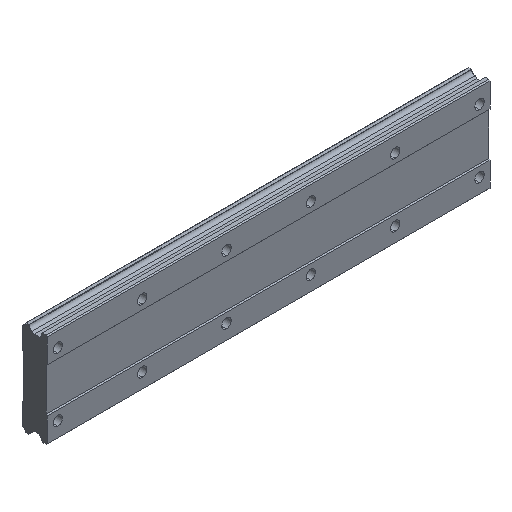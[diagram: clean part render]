
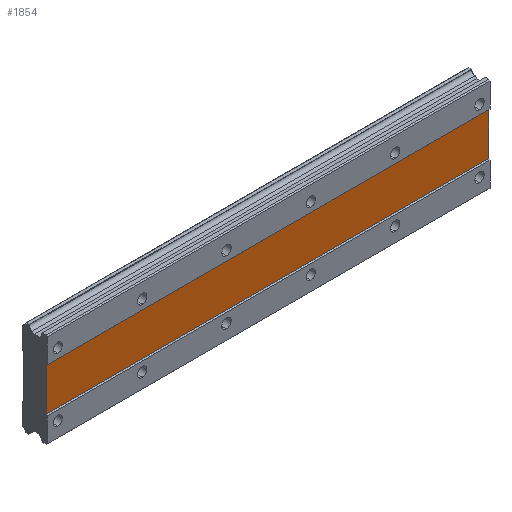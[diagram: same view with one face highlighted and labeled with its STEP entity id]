
A CAD part, isometric view. The second image highlights one B-rep face of the part: STEP entity #1854.
In plain terms, the highlighted planar face has unit normal (0, -1, 0).
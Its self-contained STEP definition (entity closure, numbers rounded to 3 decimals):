
#110 = DIRECTION ( 'NONE',  ( 0., 0., 1. ) ) ;
#218 = DIRECTION ( 'NONE',  ( 0., 1., 0. ) ) ;
#305 = DIRECTION ( 'NONE',  ( 0., 0., -1. ) ) ;
#375 = DIRECTION ( 'NONE',  ( 1., 0., 0. ) ) ;
#499 = EDGE_CURVE ( 'NONE', #1305, #2020, #984, .T. ) ;
#627 = LINE ( 'NONE', #656, #2148 ) ;
#656 = CARTESIAN_POINT ( 'NONE',  ( 410., 1., 20. ) ) ;
#692 = CARTESIAN_POINT ( 'NONE',  ( -10., 1., 20. ) ) ;
#814 = ORIENTED_EDGE ( 'NONE', *, *, #1548, .F. ) ;
#844 = AXIS2_PLACEMENT_3D ( 'NONE', #1590, #218, #2547 ) ;
#880 = PLANE ( 'NONE',  #844 ) ;
#984 = LINE ( 'NONE', #2596, #1844 ) ;
#1305 = VERTEX_POINT ( 'NONE', #2239 ) ;
#1456 = LINE ( 'NONE', #2379, #2872 ) ;
#1479 = ORIENTED_EDGE ( 'NONE', *, *, #2842, .F. ) ;
#1531 = ORIENTED_EDGE ( 'NONE', *, *, #2423, .F. ) ;
#1548 = EDGE_CURVE ( 'NONE', #2020, #2096, #1456, .T. ) ;
#1590 = CARTESIAN_POINT ( 'NONE',  ( 410., 1., 20. ) ) ;
#1602 = FACE_OUTER_BOUND ( 'NONE', #1728, .T. ) ;
#1666 = CARTESIAN_POINT ( 'NONE',  ( 410., 1., -20. ) ) ;
#1728 = EDGE_LOOP ( 'NONE', ( #814, #2896, #1531, #1479 ) ) ;
#1842 = VERTEX_POINT ( 'NONE', #692 ) ;
#1844 = VECTOR ( 'NONE', #305, 1000. ) ;
#1854 = ADVANCED_FACE ( 'NONE', ( #1602 ), #880, .F. ) ;
#2020 = VERTEX_POINT ( 'NONE', #1666 ) ;
#2096 = VERTEX_POINT ( 'NONE', #2446 ) ;
#2148 = VECTOR ( 'NONE', #375, 1000. ) ;
#2239 = CARTESIAN_POINT ( 'NONE',  ( 410., 1., 20. ) ) ;
#2256 = CARTESIAN_POINT ( 'NONE',  ( -10., 1., 20. ) ) ;
#2268 = LINE ( 'NONE', #2256, #2884 ) ;
#2379 = CARTESIAN_POINT ( 'NONE',  ( 410., 1., -20. ) ) ;
#2423 = EDGE_CURVE ( 'NONE', #1842, #1305, #627, .T. ) ;
#2446 = CARTESIAN_POINT ( 'NONE',  ( -10., 1., -20. ) ) ;
#2547 = DIRECTION ( 'NONE',  ( 0., 0., 1. ) ) ;
#2596 = CARTESIAN_POINT ( 'NONE',  ( 410., 1., 20. ) ) ;
#2647 = DIRECTION ( 'NONE',  ( -1., 0., 0. ) ) ;
#2842 = EDGE_CURVE ( 'NONE', #2096, #1842, #2268, .T. ) ;
#2872 = VECTOR ( 'NONE', #2647, 1000. ) ;
#2884 = VECTOR ( 'NONE', #110, 1000. ) ;
#2896 = ORIENTED_EDGE ( 'NONE', *, *, #499, .F. ) ;
